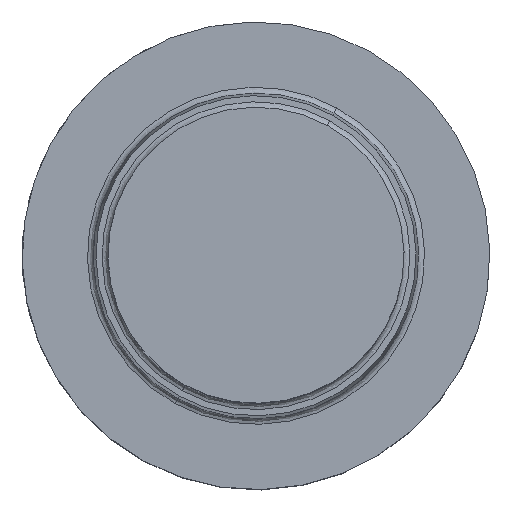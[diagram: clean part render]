
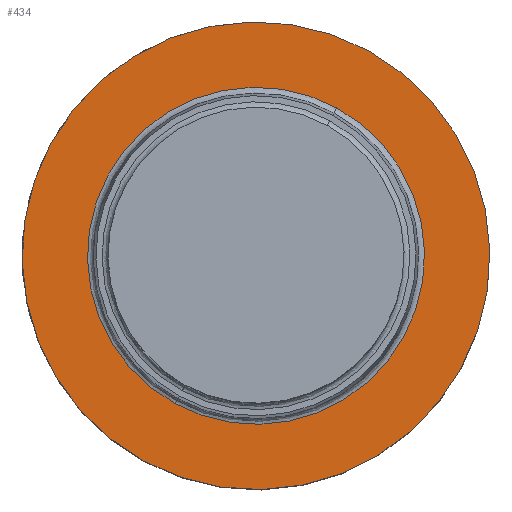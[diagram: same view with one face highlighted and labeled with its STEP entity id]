
A CAD part, top view. The second image highlights one B-rep face of the part: STEP entity #434.
In plain terms, the highlighted planar face has unit normal (0, 0, 1).
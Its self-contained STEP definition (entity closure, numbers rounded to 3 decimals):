
#123=AXIS2_PLACEMENT_3D('Circle Axis2P3D',#121,#122,$) ;
#163=AXIS2_PLACEMENT_3D('Circle Axis2P3D',#161,#162,$) ;
#406=AXIS2_PLACEMENT_3D('Circle Axis2P3D',#404,#405,$) ;
#419=AXIS2_PLACEMENT_3D('Plane Axis2P3D',#416,#417,#418) ;
#423=AXIS2_PLACEMENT_3D('Circle Axis2P3D',#421,#422,$) ;
#118=CARTESIAN_POINT('Vertex',(3.825,7.001,0.)) ;
#121=CARTESIAN_POINT('Axis2P3D Location',(0.,0.,0.)) ;
#125=CARTESIAN_POINT('Vertex',(-3.825,-7.001,0.)) ;
#158=CARTESIAN_POINT('Vertex',(-2.756,-5.045,0.)) ;
#161=CARTESIAN_POINT('Axis2P3D Location',(0.,0.,0.)) ;
#165=CARTESIAN_POINT('Vertex',(2.756,5.045,0.)) ;
#404=CARTESIAN_POINT('Axis2P3D Location',(0.,0.,0.)) ;
#416=CARTESIAN_POINT('Axis2P3D Location',(8.442,0.,0.)) ;
#421=CARTESIAN_POINT('Axis2P3D Location',(0.,0.,0.)) ;
#122=DIRECTION('Axis2P3D Direction',(0.,0.,-1.)) ;
#162=DIRECTION('Axis2P3D Direction',(0.,0.,-1.)) ;
#405=DIRECTION('Axis2P3D Direction',(0.,0.,-1.)) ;
#417=DIRECTION('Axis2P3D Direction',(0.,0.,1.)) ;
#418=DIRECTION('Axis2P3D XDirection',(1.,0.,0.)) ;
#422=DIRECTION('Axis2P3D Direction',(0.,0.,1.)) ;
#427=ORIENTED_EDGE('',*,*,#425,.F.) ;
#428=ORIENTED_EDGE('',*,*,#127,.F.) ;
#431=ORIENTED_EDGE('',*,*,#408,.T.) ;
#432=ORIENTED_EDGE('',*,*,#167,.T.) ;
#433=FACE_BOUND('',#430,.T.) ;
#434=ADVANCED_FACE('NOCUT',(#429,#433),#420,.T.) ;
#124=CIRCLE('generated circle',#123,7.977) ;
#164=CIRCLE('generated circle',#163,5.749) ;
#407=CIRCLE('generated circle',#406,5.749) ;
#424=CIRCLE('generated circle',#423,7.977) ;
#127=EDGE_CURVE('',#119,#126,#124,.T.) ;
#167=EDGE_CURVE('',#166,#159,#164,.T.) ;
#408=EDGE_CURVE('',#159,#166,#407,.T.) ;
#425=EDGE_CURVE('',#126,#119,#424,.F.) ;
#426=EDGE_LOOP('',(#427,#428)) ;
#430=EDGE_LOOP('',(#431,#432)) ;
#429=FACE_OUTER_BOUND('',#426,.T.) ;
#420=PLANE('',#419) ;
#119=VERTEX_POINT('',#118) ;
#126=VERTEX_POINT('',#125) ;
#159=VERTEX_POINT('',#158) ;
#166=VERTEX_POINT('',#165) ;
